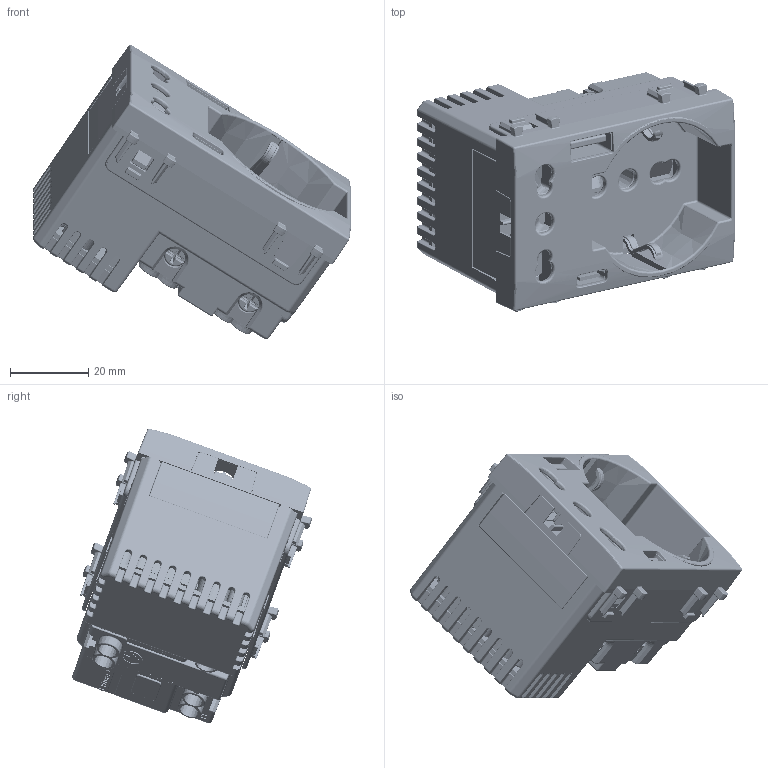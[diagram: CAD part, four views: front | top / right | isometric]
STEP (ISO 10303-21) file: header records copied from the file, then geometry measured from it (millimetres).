
FILE_DESCRIPTION(('CATIA V5 STEP Exchange'),'2;1');
FILE_NAME('4429015USB.stp','2024-02-15T10:55:38+00:00',('none'),('none'),'CATIA Version 5-6 Release 2016 SP6','CATIA V5 STEP AP203','none');
FILE_SCHEMA(('CONFIG_CONTROL_DESIGN'));
Products named in the file (2): 44219015USB; DS2763_USB-C
Assembly tree (23 placements, depth 3):
  44219015USB
    #57
    #89771
    #119905
    #153596
    #181444
    #191208
    #280355
    #291009
    DS2763_USB-C
      #293281
      #300173
      #301929
    #303221
    #308541
    #313861
    #349665  x2
    #361975  x3
    #363914  x3
Bounding box: 80.97 x 61.1 x 75.09 mm (x, y, z)
Volume: 48516.4 mm3; surface area: 72238.7 mm2
Topology: 22 solids, 22 shells, 9302 faces, 23576 edges, 13691 vertices
Faces by surface type: cylinder 3498, plane 3186, bspline 1270, sphere 620, cone 396, torus 312, revolution 20
Entity records: 364728 total; most frequent: CARTESIAN_POINT 184030, ORIENTED_EDGE 42932, DIRECTION 26844, EDGE_CURVE 21466, VERTEX_POINT 12785, AXIS2_PLACEMENT_3D 10619, VECTOR 9718, LINE 9718
